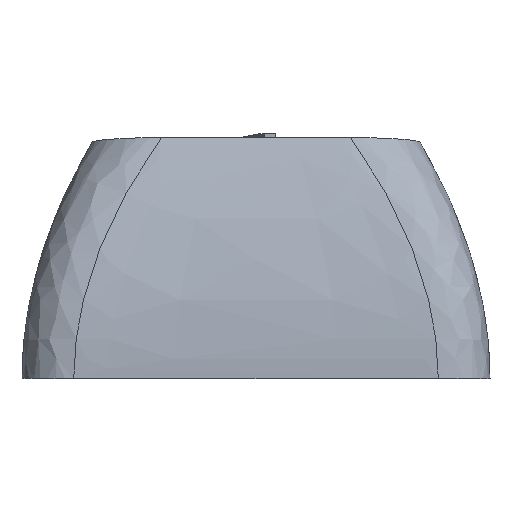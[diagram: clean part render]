
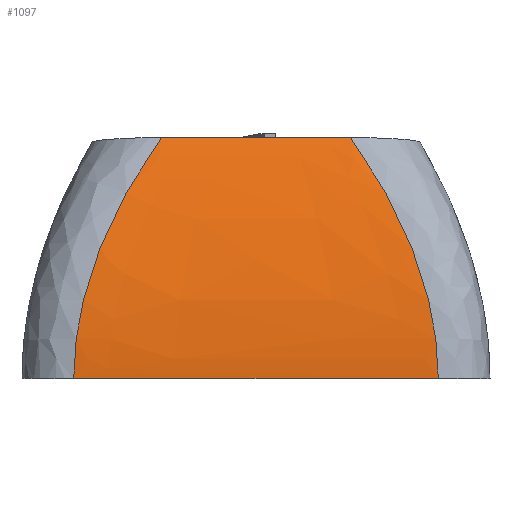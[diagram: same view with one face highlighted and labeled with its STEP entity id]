
A CAD part, top view. The second image highlights one B-rep face of the part: STEP entity #1097.
In plain terms, the highlighted free-form (B-spline) face has degree [3, 3] with [4, 4] control points.
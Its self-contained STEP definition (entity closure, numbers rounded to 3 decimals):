
#47=B_SPLINE_SURFACE_WITH_KNOTS('',3,3,((#2169,#2170,#2171,#2172),(#2173,
#2174,#2175,#2176),(#2177,#2178,#2179,#2180),(#2181,#2182,#2183,#2184)),
 .UNSPECIFIED.,.F.,.F.,.F.,(4,4),(4,4),(0.,1.),(0.,1.),.UNSPECIFIED.);
#81=B_SPLINE_CURVE_WITH_KNOTS('',3,(#2033,#2034,#2035,#2036),
 .UNSPECIFIED.,.F.,.F.,(4,4),(0.,1.),.UNSPECIFIED.);
#87=B_SPLINE_CURVE_WITH_KNOTS('',3,(#2165,#2166,#2167,#2168),
 .UNSPECIFIED.,.F.,.F.,(4,4),(0.,1.),.UNSPECIFIED.);
#114=FACE_OUTER_BOUND('',#180,.T.);
#180=EDGE_LOOP('',(#849,#850,#851,#852));
#245=LINE('',#1991,#358);
#246=LINE('',#1997,#359);
#358=VECTOR('',#1263,10.);
#359=VECTOR('',#1268,10.);
#476=VERTEX_POINT('',#1976);
#483=VERTEX_POINT('',#1989);
#484=VERTEX_POINT('',#1993);
#486=VERTEX_POINT('',#1996);
#605=EDGE_CURVE('',#483,#476,#245,.T.);
#607=EDGE_CURVE('',#486,#484,#246,.T.);
#615=EDGE_CURVE('',#484,#476,#81,.T.);
#621=EDGE_CURVE('',#486,#483,#87,.T.);
#849=ORIENTED_EDGE('',*,*,#607,.T.);
#850=ORIENTED_EDGE('',*,*,#615,.T.);
#851=ORIENTED_EDGE('',*,*,#605,.F.);
#852=ORIENTED_EDGE('',*,*,#621,.F.);
#1097=ADVANCED_FACE('',(#114),#47,.T.);
#1263=DIRECTION('',(-1.,0.,0.));
#1268=DIRECTION('',(-1.,0.,0.));
#1976=CARTESIAN_POINT('',(2.,0.,18.1));
#1989=CARTESIAN_POINT('',(16.1,0.,18.1));
#1991=CARTESIAN_POINT('',(16.1,0.,18.1));
#1993=CARTESIAN_POINT('',(5.4,9.309,15.363));
#1996=CARTESIAN_POINT('',(12.7,9.309,15.363));
#1997=CARTESIAN_POINT('',(12.7,9.309,15.363));
#2033=CARTESIAN_POINT('Ctrl Pts',(5.4,9.309,15.363));
#2034=CARTESIAN_POINT('Ctrl Pts',(3.133,6.206,17.188));
#2035=CARTESIAN_POINT('Ctrl Pts',(2.,2.956,18.1));
#2036=CARTESIAN_POINT('Ctrl Pts',(2.,0.,18.1));
#2165=CARTESIAN_POINT('Ctrl Pts',(12.7,9.309,15.363));
#2166=CARTESIAN_POINT('Ctrl Pts',(14.967,6.206,17.188));
#2167=CARTESIAN_POINT('Ctrl Pts',(16.1,2.956,18.1));
#2168=CARTESIAN_POINT('Ctrl Pts',(16.1,0.,18.1));
#2169=CARTESIAN_POINT('Ctrl Pts',(12.7,9.309,15.363));
#2170=CARTESIAN_POINT('Ctrl Pts',(14.967,6.206,17.188));
#2171=CARTESIAN_POINT('Ctrl Pts',(16.1,2.956,18.1));
#2172=CARTESIAN_POINT('Ctrl Pts',(16.1,0.,18.1));
#2173=CARTESIAN_POINT('Ctrl Pts',(11.286,9.309,15.363));
#2174=CARTESIAN_POINT('Ctrl Pts',(13.336,6.206,17.149));
#2175=CARTESIAN_POINT('Ctrl Pts',(15.053,2.956,18.1));
#2176=CARTESIAN_POINT('Ctrl Pts',(15.053,0.,
18.1));
#2177=CARTESIAN_POINT('Ctrl Pts',(6.814,9.309,15.363));
#2178=CARTESIAN_POINT('Ctrl Pts',(4.764,6.206,17.149));
#2179=CARTESIAN_POINT('Ctrl Pts',(3.047,2.956,18.1));
#2180=CARTESIAN_POINT('Ctrl Pts',(3.047,0.,
18.1));
#2181=CARTESIAN_POINT('Ctrl Pts',(5.4,9.309,15.363));
#2182=CARTESIAN_POINT('Ctrl Pts',(3.133,6.206,17.188));
#2183=CARTESIAN_POINT('Ctrl Pts',(2.,2.956,18.1));
#2184=CARTESIAN_POINT('Ctrl Pts',(2.,0.,18.1));
